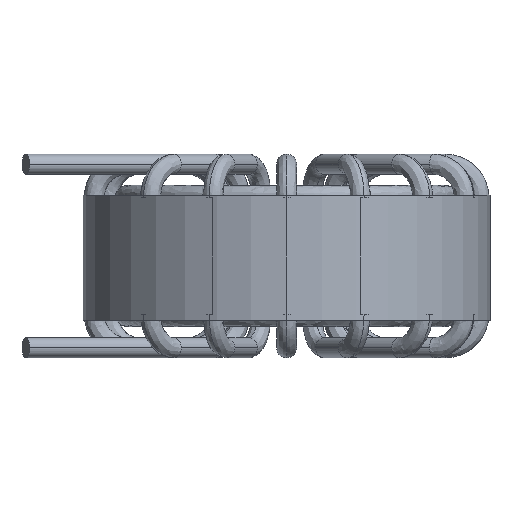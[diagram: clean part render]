
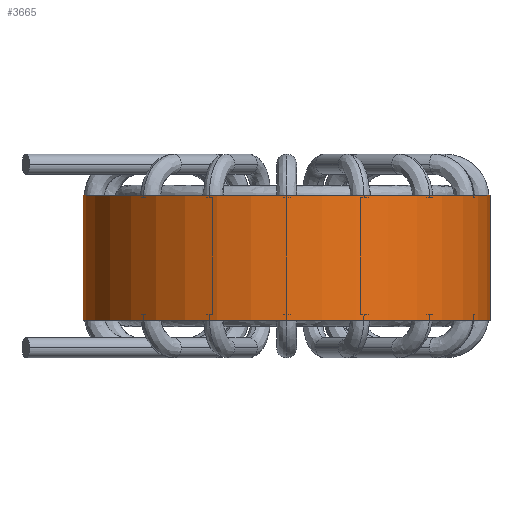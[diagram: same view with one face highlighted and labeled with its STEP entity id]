
A CAD part, front view. The second image highlights one B-rep face of the part: STEP entity #3665.
In plain terms, the highlighted cylindrical face has radius 16.25 mm (diameter 32.5 mm), a partial arc.
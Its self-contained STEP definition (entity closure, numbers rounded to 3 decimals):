
#100 = VECTOR ( 'NONE', #8204, 1000. ) ;
#255 = ORIENTED_EDGE ( 'NONE', *, *, #5852, .T. ) ;
#687 = EDGE_CURVE ( 'NONE', #6058, #3964, #4461, .T. ) ;
#1588 = ORIENTED_EDGE ( 'NONE', *, *, #687, .T. ) ;
#1653 = ORIENTED_EDGE ( 'NONE', *, *, #3941, .T. ) ;
#2221 = CARTESIAN_POINT ( 'NONE',  ( 16.25, 0., 10.5 ) ) ;
#2299 = CARTESIAN_POINT ( 'NONE',  ( 16.25, 0., 0.5 ) ) ;
#2733 = AXIS2_PLACEMENT_3D ( 'NONE', #9510, #4431, #10362 ) ;
#3108 = CARTESIAN_POINT ( 'NONE',  ( -16.25, 0., 10.5 ) ) ;
#3665 = ADVANCED_FACE ( 'NONE', ( #4525 ), #8762, .T. ) ;
#3801 = CARTESIAN_POINT ( 'NONE',  ( 0., 0., 10.5 ) ) ;
#3941 = EDGE_CURVE ( 'NONE', #10581, #6058, #9141, .T. ) ;
#3964 = VERTEX_POINT ( 'NONE', #2299 ) ;
#4153 = DIRECTION ( 'NONE',  ( 0., 0., -1. ) ) ;
#4431 = DIRECTION ( 'NONE',  ( 0., 0., 1. ) ) ;
#4461 = CIRCLE ( 'NONE', #2733, 16.25 ) ;
#4525 = FACE_OUTER_BOUND ( 'NONE', #10072, .T. ) ;
#4674 = DIRECTION ( 'NONE',  ( -1., 0., 0. ) ) ;
#4888 = EDGE_CURVE ( 'NONE', #7337, #3964, #6748, .T. ) ;
#4963 = AXIS2_PLACEMENT_3D ( 'NONE', #3801, #8026, #4674 ) ;
#5852 = EDGE_CURVE ( 'NONE', #7337, #10581, #10267, .T. ) ;
#6058 = VERTEX_POINT ( 'NONE', #7314 ) ;
#6468 = DIRECTION ( 'NONE',  ( 0., 0., -1. ) ) ;
#6748 = LINE ( 'NONE', #2221, #8740 ) ;
#7314 = CARTESIAN_POINT ( 'NONE',  ( -16.25, 0., 0.5 ) ) ;
#7337 = VERTEX_POINT ( 'NONE', #10489 ) ;
#7698 = AXIS2_PLACEMENT_3D ( 'NONE', #9232, #4153, #10079 ) ;
#8026 = DIRECTION ( 'NONE',  ( 0., 0., -1. ) ) ;
#8204 = DIRECTION ( 'NONE',  ( 0., 0., -1. ) ) ;
#8738 = CARTESIAN_POINT ( 'NONE',  ( -16.25, 0., 10.5 ) ) ;
#8740 = VECTOR ( 'NONE', #6468, 1000. ) ;
#8762 = CYLINDRICAL_SURFACE ( 'NONE', #4963, 16.25 ) ;
#9141 = LINE ( 'NONE', #3108, #100 ) ;
#9232 = CARTESIAN_POINT ( 'NONE',  ( 0., 0., 10.5 ) ) ;
#9510 = CARTESIAN_POINT ( 'NONE',  ( 0., 0., 0.5 ) ) ;
#9750 = ORIENTED_EDGE ( 'NONE', *, *, #4888, .F. ) ;
#10072 = EDGE_LOOP ( 'NONE', ( #9750, #255, #1653, #1588 ) ) ;
#10079 = DIRECTION ( 'NONE',  ( -1., 0., 0. ) ) ;
#10267 = CIRCLE ( 'NONE', #7698, 16.25 ) ;
#10362 = DIRECTION ( 'NONE',  ( -1., 0., 0. ) ) ;
#10489 = CARTESIAN_POINT ( 'NONE',  ( 16.25, 0., 10.5 ) ) ;
#10581 = VERTEX_POINT ( 'NONE', #8738 ) ;
